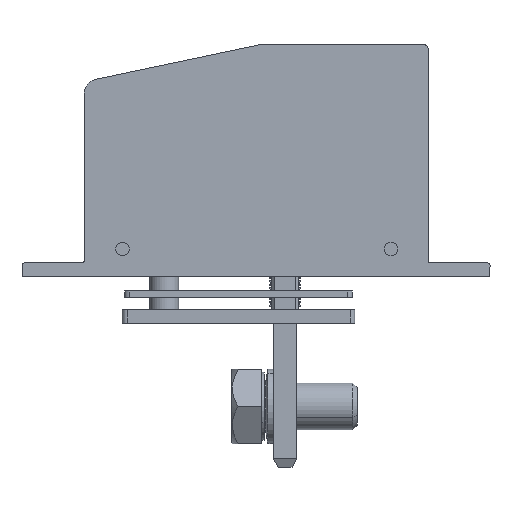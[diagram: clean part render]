
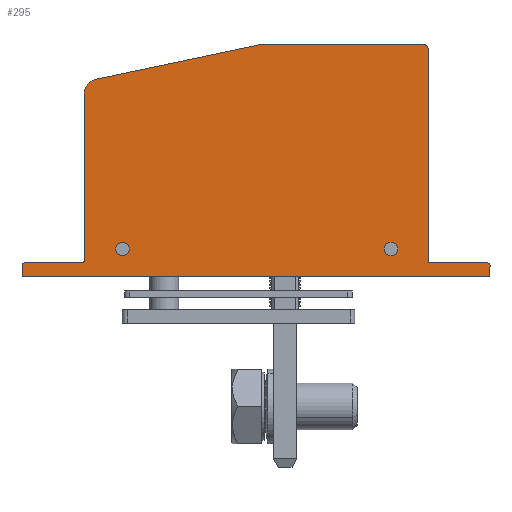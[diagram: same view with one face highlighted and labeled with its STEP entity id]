
A CAD part, left-side view. The second image highlights one B-rep face of the part: STEP entity #295.
In plain terms, the highlighted planar face has unit normal (-1, 0, 0).
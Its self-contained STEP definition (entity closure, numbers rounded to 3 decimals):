
#47=AXIS2_PLACEMENT_3D('Circle Axis2P3D',#45,#46,$) ;
#73=AXIS2_PLACEMENT_3D('Circle Axis2P3D',#71,#72,$) ;
#114=AXIS2_PLACEMENT_3D('Circle Axis2P3D',#112,#113,$) ;
#140=AXIS2_PLACEMENT_3D('Circle Axis2P3D',#138,#139,$) ;
#163=AXIS2_PLACEMENT_3D('Plane Axis2P3D',#160,#161,#162) ;
#183=AXIS2_PLACEMENT_3D('Circle Axis2P3D',#181,#182,$) ;
#197=AXIS2_PLACEMENT_3D('Circle Axis2P3D',#195,#196,$) ;
#211=AXIS2_PLACEMENT_3D('Circle Axis2P3D',#209,#210,$) ;
#239=AXIS2_PLACEMENT_3D('Circle Axis2P3D',#237,#238,$) ;
#253=AXIS2_PLACEMENT_3D('Circle Axis2P3D',#251,#252,$) ;
#267=AXIS2_PLACEMENT_3D('Circle Axis2P3D',#265,#266,$) ;
#40=CARTESIAN_POINT('Vertex',(2.5,21.3,48.45)) ;
#45=CARTESIAN_POINT('Axis2P3D Location',(2.5,21.3,47.)) ;
#49=CARTESIAN_POINT('Vertex',(2.5,21.3,45.55)) ;
#71=CARTESIAN_POINT('Axis2P3D Location',(2.5,21.3,47.)) ;
#107=CARTESIAN_POINT('Vertex',(2.5,79.05,48.45)) ;
#112=CARTESIAN_POINT('Axis2P3D Location',(2.5,79.05,47.)) ;
#116=CARTESIAN_POINT('Vertex',(2.5,79.05,45.55)) ;
#138=CARTESIAN_POINT('Axis2P3D Location',(2.5,79.05,47.)) ;
#160=CARTESIAN_POINT('Axis2P3D Location',(2.5,0.,0.)) ;
#165=CARTESIAN_POINT('Line Origine',(2.5,31.825,91.)) ;
#169=CARTESIAN_POINT('Vertex',(2.5,49.35,91.)) ;
#171=CARTESIAN_POINT('Vertex',(2.5,14.3,91.)) ;
#174=CARTESIAN_POINT('Line Origine',(2.5,67.134,87.251)) ;
#178=CARTESIAN_POINT('Vertex',(2.5,84.919,83.502)) ;
#181=CARTESIAN_POINT('Axis2P3D Location',(2.5,84.3,80.566)) ;
#185=CARTESIAN_POINT('Vertex',(2.5,87.3,80.566)) ;
#188=CARTESIAN_POINT('Line Origine',(2.5,87.3,62.533)) ;
#192=CARTESIAN_POINT('Vertex',(2.5,87.3,44.5)) ;
#195=CARTESIAN_POINT('Axis2P3D Location',(2.5,87.8,44.5)) ;
#199=CARTESIAN_POINT('Vertex',(2.5,87.8,44.)) ;
#202=CARTESIAN_POINT('Line Origine',(2.5,94.,44.)) ;
#206=CARTESIAN_POINT('Vertex',(2.5,100.2,44.)) ;
#209=CARTESIAN_POINT('Axis2P3D Location',(2.5,100.2,43.5)) ;
#213=CARTESIAN_POINT('Vertex',(2.5,100.7,43.5)) ;
#216=CARTESIAN_POINT('Line Origine',(2.5,100.7,42.25)) ;
#220=CARTESIAN_POINT('Vertex',(2.5,100.7,41.)) ;
#223=CARTESIAN_POINT('Line Origine',(2.5,50.35,41.)) ;
#227=CARTESIAN_POINT('Vertex',(2.5,0.,41.)) ;
#230=CARTESIAN_POINT('Line Origine',(2.5,0.,42.25)) ;
#234=CARTESIAN_POINT('Vertex',(2.5,0.,43.5)) ;
#237=CARTESIAN_POINT('Axis2P3D Location',(2.5,0.5,43.5)) ;
#241=CARTESIAN_POINT('Vertex',(2.5,0.5,44.)) ;
#244=CARTESIAN_POINT('Line Origine',(2.5,6.65,44.)) ;
#248=CARTESIAN_POINT('Vertex',(2.5,12.8,44.)) ;
#251=CARTESIAN_POINT('Axis2P3D Location',(2.5,12.8,44.5)) ;
#255=CARTESIAN_POINT('Vertex',(2.5,13.3,44.5)) ;
#258=CARTESIAN_POINT('Line Origine',(2.5,13.3,67.25)) ;
#262=CARTESIAN_POINT('Vertex',(2.5,13.3,90.)) ;
#265=CARTESIAN_POINT('Axis2P3D Location',(2.5,14.3,90.)) ;
#46=DIRECTION('Axis2P3D Direction',(-1.,0.,0.)) ;
#72=DIRECTION('Axis2P3D Direction',(-1.,0.,0.)) ;
#113=DIRECTION('Axis2P3D Direction',(-1.,0.,0.)) ;
#139=DIRECTION('Axis2P3D Direction',(-1.,0.,0.)) ;
#161=DIRECTION('Axis2P3D Direction',(1.,-0.,0.)) ;
#162=DIRECTION('Axis2P3D XDirection',(0.,0.,-1.)) ;
#166=DIRECTION('Vector Direction',(0.,1.,0.)) ;
#175=DIRECTION('Vector Direction',(0.,0.978,-0.206)) ;
#182=DIRECTION('Axis2P3D Direction',(1.,-0.,0.)) ;
#189=DIRECTION('Vector Direction',(0.,0.,-1.)) ;
#196=DIRECTION('Axis2P3D Direction',(1.,-0.,0.)) ;
#203=DIRECTION('Vector Direction',(0.,1.,0.)) ;
#210=DIRECTION('Axis2P3D Direction',(1.,-0.,0.)) ;
#217=DIRECTION('Vector Direction',(0.,0.,-1.)) ;
#224=DIRECTION('Vector Direction',(0.,-1.,0.)) ;
#231=DIRECTION('Vector Direction',(0.,0.,1.)) ;
#238=DIRECTION('Axis2P3D Direction',(1.,-0.,0.)) ;
#245=DIRECTION('Vector Direction',(0.,1.,0.)) ;
#252=DIRECTION('Axis2P3D Direction',(1.,-0.,0.)) ;
#259=DIRECTION('Vector Direction',(0.,0.,1.)) ;
#266=DIRECTION('Axis2P3D Direction',(1.,-0.,0.)) ;
#167=VECTOR('Line Direction',#166,1.) ;
#176=VECTOR('Line Direction',#175,1.) ;
#190=VECTOR('Line Direction',#189,1.) ;
#204=VECTOR('Line Direction',#203,1.) ;
#218=VECTOR('Line Direction',#217,1.) ;
#225=VECTOR('Line Direction',#224,1.) ;
#232=VECTOR('Line Direction',#231,1.) ;
#246=VECTOR('Line Direction',#245,1.) ;
#260=VECTOR('Line Direction',#259,1.) ;
#271=ORIENTED_EDGE('',*,*,#173,.F.) ;
#272=ORIENTED_EDGE('',*,*,#180,.F.) ;
#273=ORIENTED_EDGE('',*,*,#187,.F.) ;
#274=ORIENTED_EDGE('',*,*,#194,.F.) ;
#275=ORIENTED_EDGE('',*,*,#201,.F.) ;
#276=ORIENTED_EDGE('',*,*,#208,.F.) ;
#277=ORIENTED_EDGE('',*,*,#215,.F.) ;
#278=ORIENTED_EDGE('',*,*,#222,.F.) ;
#279=ORIENTED_EDGE('',*,*,#229,.F.) ;
#280=ORIENTED_EDGE('',*,*,#236,.F.) ;
#281=ORIENTED_EDGE('',*,*,#243,.F.) ;
#282=ORIENTED_EDGE('',*,*,#250,.F.) ;
#283=ORIENTED_EDGE('',*,*,#257,.F.) ;
#284=ORIENTED_EDGE('',*,*,#264,.F.) ;
#285=ORIENTED_EDGE('',*,*,#269,.F.) ;
#288=ORIENTED_EDGE('',*,*,#75,.F.) ;
#289=ORIENTED_EDGE('',*,*,#51,.F.) ;
#292=ORIENTED_EDGE('',*,*,#142,.F.) ;
#293=ORIENTED_EDGE('',*,*,#118,.F.) ;
#290=FACE_BOUND('',#287,.T.) ;
#294=FACE_BOUND('',#291,.T.) ;
#295=ADVANCED_FACE('GH-DE-SMSE WGK 95 F VP Z_NAUO1',(#286,#290,#294),#164,.F.) ;
#48=CIRCLE('generated circle',#47,1.45) ;
#74=CIRCLE('generated circle',#73,1.45) ;
#115=CIRCLE('generated circle',#114,1.45) ;
#141=CIRCLE('generated circle',#140,1.45) ;
#184=CIRCLE('generated circle',#183,3.) ;
#198=CIRCLE('generated circle',#197,0.5) ;
#212=CIRCLE('generated circle',#211,0.5) ;
#240=CIRCLE('generated circle',#239,0.5) ;
#254=CIRCLE('generated circle',#253,0.5) ;
#268=CIRCLE('generated circle',#267,1.) ;
#51=EDGE_CURVE('',#41,#50,#48,.T.) ;
#75=EDGE_CURVE('',#50,#41,#74,.T.) ;
#118=EDGE_CURVE('',#108,#117,#115,.T.) ;
#142=EDGE_CURVE('',#117,#108,#141,.T.) ;
#173=EDGE_CURVE('',#170,#172,#168,.F.) ;
#180=EDGE_CURVE('',#179,#170,#177,.F.) ;
#187=EDGE_CURVE('',#186,#179,#184,.T.) ;
#194=EDGE_CURVE('',#193,#186,#191,.F.) ;
#201=EDGE_CURVE('',#200,#193,#198,.F.) ;
#208=EDGE_CURVE('',#207,#200,#205,.F.) ;
#215=EDGE_CURVE('',#214,#207,#212,.T.) ;
#222=EDGE_CURVE('',#221,#214,#219,.F.) ;
#229=EDGE_CURVE('',#228,#221,#226,.F.) ;
#236=EDGE_CURVE('',#235,#228,#233,.F.) ;
#243=EDGE_CURVE('',#242,#235,#240,.T.) ;
#250=EDGE_CURVE('',#249,#242,#247,.F.) ;
#257=EDGE_CURVE('',#256,#249,#254,.F.) ;
#264=EDGE_CURVE('',#263,#256,#261,.F.) ;
#269=EDGE_CURVE('',#172,#263,#268,.T.) ;
#270=EDGE_LOOP('',(#271,#272,#273,#274,#275,#276,#277,#278,#279,#280,#281,#282,#283,#284,#285)) ;
#287=EDGE_LOOP('',(#288,#289)) ;
#291=EDGE_LOOP('',(#292,#293)) ;
#286=FACE_OUTER_BOUND('',#270,.T.) ;
#168=LINE('Line',#165,#167) ;
#177=LINE('Line',#174,#176) ;
#191=LINE('Line',#188,#190) ;
#205=LINE('Line',#202,#204) ;
#219=LINE('Line',#216,#218) ;
#226=LINE('Line',#223,#225) ;
#233=LINE('Line',#230,#232) ;
#247=LINE('Line',#244,#246) ;
#261=LINE('Line',#258,#260) ;
#164=PLANE('',#163) ;
#41=VERTEX_POINT('',#40) ;
#50=VERTEX_POINT('',#49) ;
#108=VERTEX_POINT('',#107) ;
#117=VERTEX_POINT('',#116) ;
#170=VERTEX_POINT('',#169) ;
#172=VERTEX_POINT('',#171) ;
#179=VERTEX_POINT('',#178) ;
#186=VERTEX_POINT('',#185) ;
#193=VERTEX_POINT('',#192) ;
#200=VERTEX_POINT('',#199) ;
#207=VERTEX_POINT('',#206) ;
#214=VERTEX_POINT('',#213) ;
#221=VERTEX_POINT('',#220) ;
#228=VERTEX_POINT('',#227) ;
#235=VERTEX_POINT('',#234) ;
#242=VERTEX_POINT('',#241) ;
#249=VERTEX_POINT('',#248) ;
#256=VERTEX_POINT('',#255) ;
#263=VERTEX_POINT('',#262) ;
